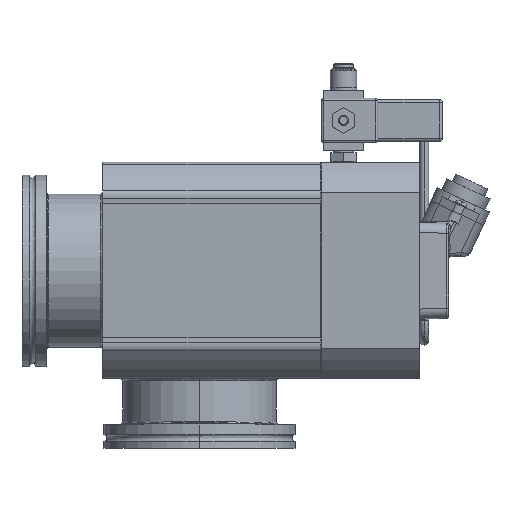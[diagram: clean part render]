
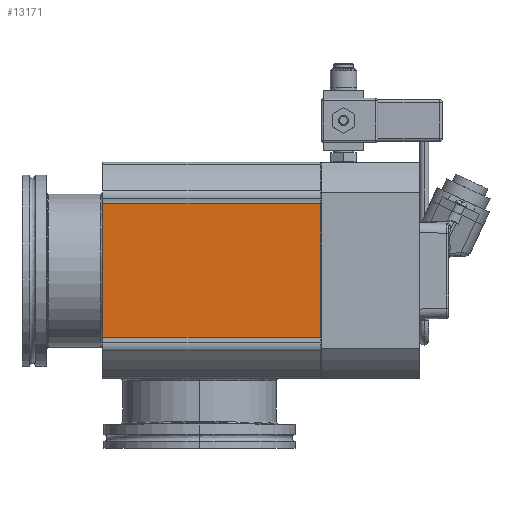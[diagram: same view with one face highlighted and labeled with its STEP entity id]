
A CAD part, top view. The second image highlights one B-rep face of the part: STEP entity #13171.
In plain terms, the highlighted planar face has unit normal (0, 0, 1).
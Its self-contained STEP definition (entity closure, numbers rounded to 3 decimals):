
#1035 = VERTEX_POINT ( 'NONE', #74135 ) ;
#6588 = VERTEX_POINT ( 'NONE', #81580 ) ;
#10395 = CARTESIAN_POINT ( 'NONE',  ( 157., 33.11, 53.5 ) ) ;
#12811 = VERTEX_POINT ( 'NONE', #96824 ) ;
#12948 = DIRECTION ( 'NONE',  ( 0., -1., 0. ) ) ;
#13171 = ADVANCED_FACE ( 'NONE', ( #45608 ), #28044, .F. ) ;
#18780 = DIRECTION ( 'NONE',  ( 0., 1., 0. ) ) ;
#20107 = CARTESIAN_POINT ( 'NONE',  ( 157., 34.742, 53.5 ) ) ;
#23080 = VECTOR ( 'NONE', #18780, 1000. ) ;
#23291 = DIRECTION ( 'NONE',  ( 1., 0., 0. ) ) ;
#27086 = CARTESIAN_POINT ( 'NONE',  ( 40., 34.742, 53.5 ) ) ;
#28044 = PLANE ( 'NONE',  #91802 ) ;
#28416 = DIRECTION ( 'NONE',  ( 0., 1., 0. ) ) ;
#35048 = LINE ( 'NONE', #64276, #56919 ) ;
#36906 = LINE ( 'NONE', #53944, #78096 ) ;
#38837 = ORIENTED_EDGE ( 'NONE', *, *, #95271, .F. ) ;
#39837 = EDGE_CURVE ( 'NONE', #6588, #12811, #35048, .T. ) ;
#42875 = LINE ( 'NONE', #10395, #84009 ) ;
#45608 = FACE_OUTER_BOUND ( 'NONE', #78180, .T. ) ;
#53944 = CARTESIAN_POINT ( 'NONE',  ( 148., 52.4, 53.5 ) ) ;
#54239 = ORIENTED_EDGE ( 'NONE', *, *, #86885, .F. ) ;
#56919 = VECTOR ( 'NONE', #23291, 1000. ) ;
#58131 = ORIENTED_EDGE ( 'NONE', *, *, #39837, .T. ) ;
#64056 = CARTESIAN_POINT ( 'NONE',  ( 148., 33.11, 53.5 ) ) ;
#64276 = CARTESIAN_POINT ( 'NONE',  ( 157., -33.11, 53.5 ) ) ;
#66817 = LINE ( 'NONE', #27086, #23080 ) ;
#74135 = CARTESIAN_POINT ( 'NONE',  ( 40., 33.11, 53.5 ) ) ;
#77659 = DIRECTION ( 'NONE',  ( 0., 0., -1. ) ) ;
#78096 = VECTOR ( 'NONE', #12948, 1000. ) ;
#78180 = EDGE_LOOP ( 'NONE', ( #58131, #80537, #38837, #54239 ) ) ;
#80537 = ORIENTED_EDGE ( 'NONE', *, *, #92434, .F. ) ;
#81580 = CARTESIAN_POINT ( 'NONE',  ( 40., -33.11, 53.5 ) ) ;
#84009 = VECTOR ( 'NONE', #92399, 1000. ) ;
#86885 = EDGE_CURVE ( 'NONE', #6588, #1035, #66817, .T. ) ;
#91802 = AXIS2_PLACEMENT_3D ( 'NONE', #20107, #77659, #28416 ) ;
#92399 = DIRECTION ( 'NONE',  ( 1., 0., 0. ) ) ;
#92434 = EDGE_CURVE ( 'NONE', #96228, #12811, #36906, .T. ) ;
#95271 = EDGE_CURVE ( 'NONE', #1035, #96228, #42875, .T. ) ;
#96228 = VERTEX_POINT ( 'NONE', #64056 ) ;
#96824 = CARTESIAN_POINT ( 'NONE',  ( 148., -33.11, 53.5 ) ) ;
